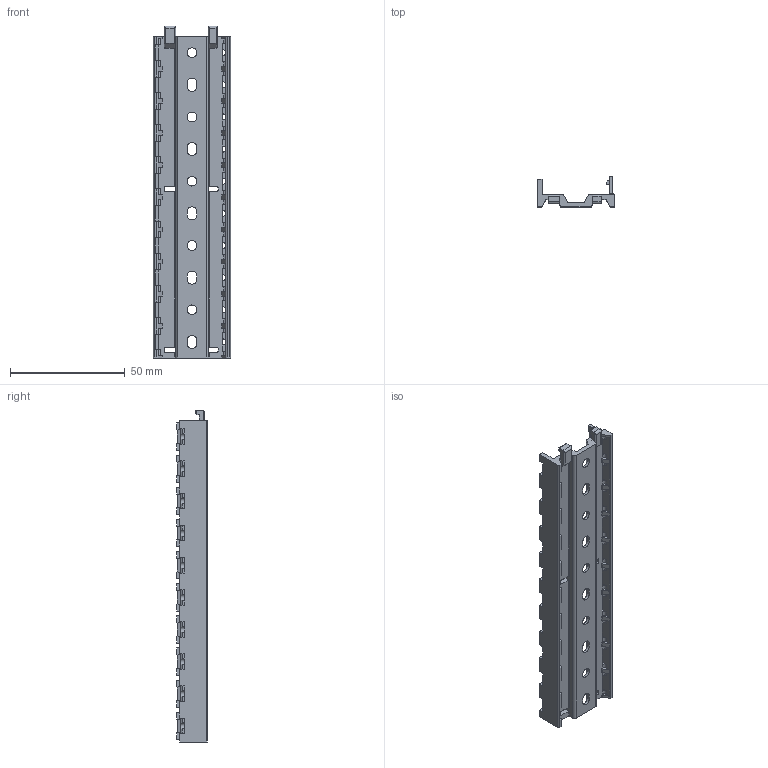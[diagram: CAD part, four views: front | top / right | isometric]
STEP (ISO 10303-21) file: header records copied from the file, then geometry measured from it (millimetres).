
FILE_DESCRIPTION((''),'2;1');
FILE_NAME('3100_0028_320','2020-01-31T',('presta_be4'),(''),'CREO PARAMETRIC BY PTC INC, 2018360','CREO PARAMETRIC BY PTC INC, 2018360','');
FILE_SCHEMA(('CONFIG_CONTROL_DESIGN'));
Length unit declared in the file: millimetre
Products named in the file (1): 3100_0028_320
Bounding box: 33.55 x 13.25 x 144.6 mm (x, y, z)
Volume: 14505.7 mm3; surface area: 18406.9 mm2
Topology: 1 solids, 1 shells, 826 faces, 2490 edges, 1622 vertices
Faces by surface type: plane 566, cylinder 260
Entity records: 28228 total; most frequent: CARTESIAN_POINT 5488, ORIENTED_EDGE 4980, DIRECTION 4556, EDGE_CURVE 2490, VECTOR 1852, LINE 1852, VERTEX_POINT 1622, AXIS2_PLACEMENT_3D 1352
